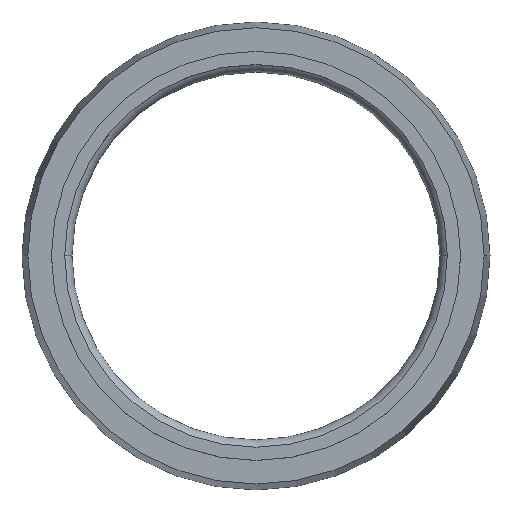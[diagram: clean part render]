
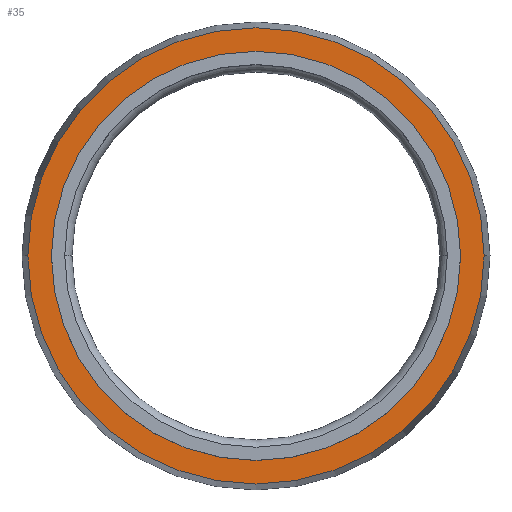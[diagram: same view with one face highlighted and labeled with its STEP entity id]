
A CAD part, top view. The second image highlights one B-rep face of the part: STEP entity #35.
In plain terms, the highlighted planar face has unit normal (0, 0, 1).
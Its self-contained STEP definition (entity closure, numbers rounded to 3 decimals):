
#9 = DIRECTION ( 'NONE',  ( -1., 0., 0. ) ) ;
#20 = ORIENTED_EDGE ( 'NONE', *, *, #156, .F. ) ;
#30 = AXIS2_PLACEMENT_3D ( 'NONE', #213, #162, #118 ) ;
#33 = ORIENTED_EDGE ( 'NONE', *, *, #229, .T. ) ;
#35 = ADVANCED_FACE ( 'NONE', ( #537, #443 ), #106, .F. ) ;
#55 = CARTESIAN_POINT ( 'NONE',  ( 0., 6.95, -1. ) ) ;
#63 = ORIENTED_EDGE ( 'NONE', *, *, #93, .F. ) ;
#93 = EDGE_CURVE ( 'NONE', #120, #147, #425, .T. ) ;
#106 = PLANE ( 'NONE',  #348 ) ;
#118 = DIRECTION ( 'NONE',  ( 1., 0., 0. ) ) ;
#120 = VERTEX_POINT ( 'NONE', #464 ) ;
#121 = CARTESIAN_POINT ( 'NONE',  ( 6.95, 0., -1. ) ) ;
#124 = CARTESIAN_POINT ( 'NONE',  ( 0., 0., -1. ) ) ;
#126 = DIRECTION ( 'NONE',  ( 0., 0., 1. ) ) ;
#147 = VERTEX_POINT ( 'NONE', #121 ) ;
#152 = CIRCLE ( 'NONE', #291, 6.95 ) ;
#156 = EDGE_CURVE ( 'NONE', #147, #120, #152, .T. ) ;
#162 = DIRECTION ( 'NONE',  ( 0., 0., 1. ) ) ;
#171 = DIRECTION ( 'NONE',  ( 1., 0., 0. ) ) ;
#176 = CARTESIAN_POINT ( 'NONE',  ( 0., 0., -1. ) ) ;
#199 = VERTEX_POINT ( 'NONE', #572 ) ;
#209 = EDGE_LOOP ( 'NONE', ( #33, #613 ) ) ;
#213 = CARTESIAN_POINT ( 'NONE',  ( 0., 0., -1. ) ) ;
#217 = EDGE_LOOP ( 'NONE', ( #20, #63 ) ) ;
#229 = EDGE_CURVE ( 'NONE', #310, #199, #255, .T. ) ;
#255 = CIRCLE ( 'NONE', #465, 7.75 ) ;
#291 = AXIS2_PLACEMENT_3D ( 'NONE', #528, #126, #473 ) ;
#294 = DIRECTION ( 'NONE',  ( 0., 0., -1. ) ) ;
#310 = VERTEX_POINT ( 'NONE', #591 ) ;
#324 = AXIS2_PLACEMENT_3D ( 'NONE', #176, #436, #328 ) ;
#328 = DIRECTION ( 'NONE',  ( 1., 0., 0. ) ) ;
#348 = AXIS2_PLACEMENT_3D ( 'NONE', #55, #294, #9 ) ;
#351 = EDGE_CURVE ( 'NONE', #199, #310, #442, .T. ) ;
#411 = DIRECTION ( 'NONE',  ( 0., 0., 1. ) ) ;
#425 = CIRCLE ( 'NONE', #30, 6.95 ) ;
#436 = DIRECTION ( 'NONE',  ( 0., 0., 1. ) ) ;
#442 = CIRCLE ( 'NONE', #324, 7.75 ) ;
#443 = FACE_OUTER_BOUND ( 'NONE', #209, .T. ) ;
#464 = CARTESIAN_POINT ( 'NONE',  ( -6.95, 0., -1. ) ) ;
#465 = AXIS2_PLACEMENT_3D ( 'NONE', #124, #411, #171 ) ;
#473 = DIRECTION ( 'NONE',  ( 1., 0., 0. ) ) ;
#528 = CARTESIAN_POINT ( 'NONE',  ( 0., 0., -1. ) ) ;
#537 = FACE_BOUND ( 'NONE', #217, .T. ) ;
#572 = CARTESIAN_POINT ( 'NONE',  ( 7.75, 0., -1. ) ) ;
#591 = CARTESIAN_POINT ( 'NONE',  ( -7.75, 0., -1. ) ) ;
#613 = ORIENTED_EDGE ( 'NONE', *, *, #351, .T. ) ;
